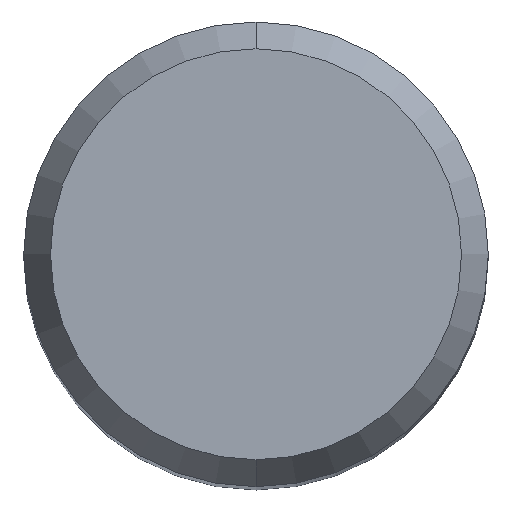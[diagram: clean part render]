
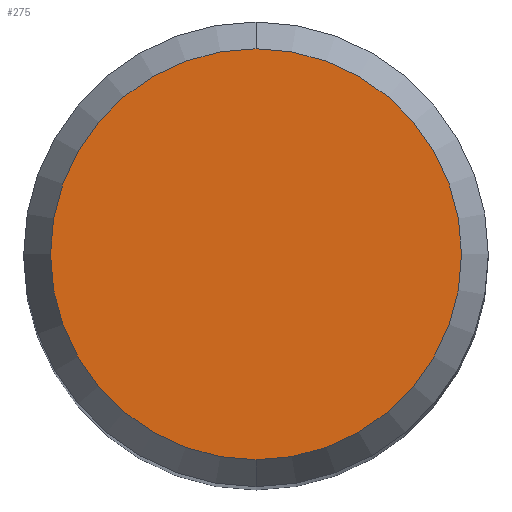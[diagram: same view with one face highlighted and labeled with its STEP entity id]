
A CAD part, top view. The second image highlights one B-rep face of the part: STEP entity #275.
In plain terms, the highlighted planar face has unit normal (0, 0, 1).
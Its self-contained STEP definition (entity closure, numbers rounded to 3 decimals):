
#197=VERTEX_POINT('',#490);
#231=VERTEX_POINT('',#526);
#275=ADVANCED_FACE('',(#576),#577,.T.);
#277=EDGE_CURVE('',#231,#197,#579,.T.);
#437=EDGE_CURVE('',#197,#231,#756,.T.);
#490=CARTESIAN_POINT('',(0.,-3.538,0.0));
#526=CARTESIAN_POINT('',(0.0,3.538,0.0));
#576=FACE_OUTER_BOUND('',#985,.T.);
#577=PLANE('',#986);
#579=CIRCLE('',#989,3.538);
#756=CIRCLE('',#1385,3.538);
#985=EDGE_LOOP('',(#1528,#1529));
#986=AXIS2_PLACEMENT_3D('',#1530,#1531,#1532);
#989=AXIS2_PLACEMENT_3D('',#1533,#1534,#1535);
#1385=AXIS2_PLACEMENT_3D('',#1723,#1724,#1725);
#1528=ORIENTED_EDGE('',*,*,#277,.F.);
#1529=ORIENTED_EDGE('',*,*,#437,.F.);
#1530=CARTESIAN_POINT('',(0.0,1.769,0.0));
#1531=DIRECTION('',(-0.0,0.0,1.0));
#1532=DIRECTION('',(0.0,-1.0,0.0));
#1533=CARTESIAN_POINT('',(0.0,0.0,0.0));
#1534=DIRECTION('',(0.0,0.0,-1.0));
#1535=DIRECTION('',(0.0,1.0,0.0));
#1723=CARTESIAN_POINT('',(0.0,0.0,0.0));
#1724=DIRECTION('',(0.0,0.0,-1.0));
#1725=DIRECTION('',(0.0,1.0,0.0));
